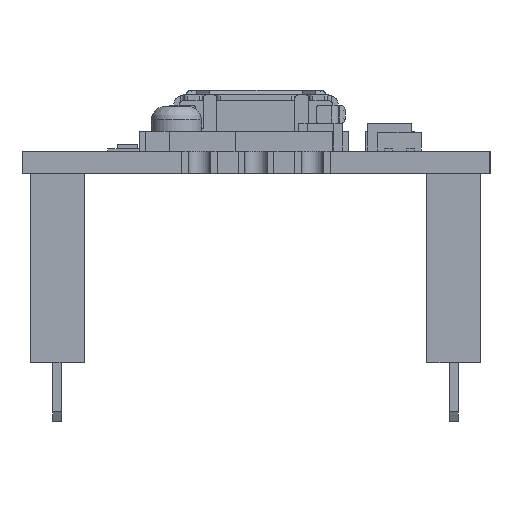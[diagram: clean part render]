
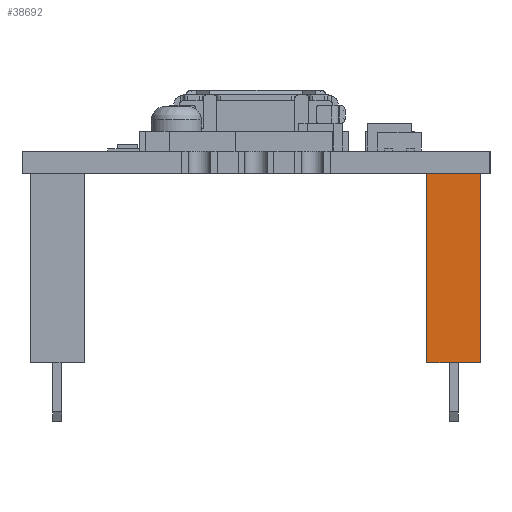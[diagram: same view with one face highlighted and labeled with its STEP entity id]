
A CAD part, left-side view. The second image highlights one B-rep face of the part: STEP entity #38692.
In plain terms, the highlighted planar face has unit normal (-1, 0, 0).
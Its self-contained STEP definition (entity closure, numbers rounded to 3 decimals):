
#3737=FACE_OUTER_BOUND('',#6039,.T.);
#6039=EDGE_LOOP('',(#33966,#33967,#33968,#33969));
#10048=LINE('',#62176,#14572);
#10056=LINE('',#62193,#14580);
#10377=LINE('',#62833,#14901);
#10418=LINE('',#62895,#14942);
#14572=VECTOR('',#51155,1000.);
#14580=VECTOR('',#51165,1000.);
#14901=VECTOR('',#51648,1000.);
#14942=VECTOR('',#51731,1000.);
#18390=VERTEX_POINT('',#62173);
#18391=VERTEX_POINT('',#62175);
#18398=VERTEX_POINT('',#62190);
#18399=VERTEX_POINT('',#62192);
#23514=EDGE_CURVE('',#18391,#18390,#10048,.T.);
#23522=EDGE_CURVE('',#18398,#18399,#10056,.T.);
#23843=EDGE_CURVE('',#18390,#18399,#10377,.T.);
#23884=EDGE_CURVE('',#18391,#18398,#10418,.T.);
#33966=ORIENTED_EDGE('',*,*,#23843,.T.);
#33967=ORIENTED_EDGE('',*,*,#23522,.F.);
#33968=ORIENTED_EDGE('',*,*,#23884,.F.);
#33969=ORIENTED_EDGE('',*,*,#23514,.T.);
#36577=PLANE('',#41838);
#38692=ADVANCED_FACE('',(#3737),#36577,.F.);
#41838=AXIS2_PLACEMENT_3D('',#62894,#51729,#51730);
#51155=DIRECTION('',(0.,-1.,0.));
#51165=DIRECTION('',(0.,-1.,0.));
#51648=DIRECTION('',(0.,0.,1.));
#51729=DIRECTION('center_axis',(1.,0.,0.));
#51730=DIRECTION('ref_axis',(0.,0.,-1.));
#51731=DIRECTION('',(0.,0.,1.));
#62173=CARTESIAN_POINT('',(-25.654,0.,-1.207));
#62175=CARTESIAN_POINT('',(-25.654,8.509,-1.207));
#62176=CARTESIAN_POINT('',(-25.654,8.509,-1.207));
#62190=CARTESIAN_POINT('',(-25.654,8.509,1.207));
#62192=CARTESIAN_POINT('',(-25.654,0.,1.207));
#62193=CARTESIAN_POINT('',(-25.654,8.509,1.207));
#62833=CARTESIAN_POINT('',(-25.654,0.,-1.207));
#62894=CARTESIAN_POINT('Origin',(-25.654,8.509,-1.207));
#62895=CARTESIAN_POINT('',(-25.654,8.509,-1.207));
